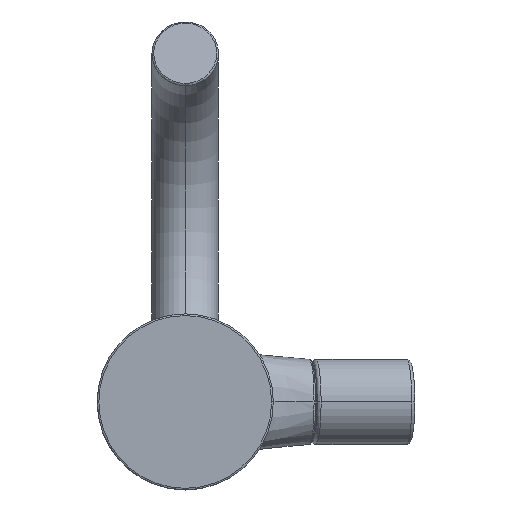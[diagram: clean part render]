
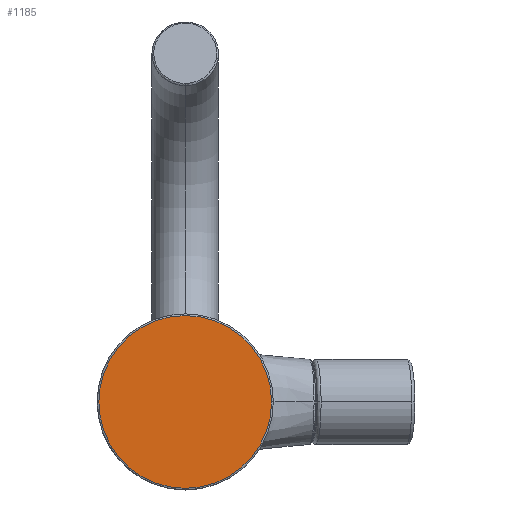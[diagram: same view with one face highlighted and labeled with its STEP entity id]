
A CAD part, front view. The second image highlights one B-rep face of the part: STEP entity #1185.
In plain terms, the highlighted planar face has unit normal (0, -1, 0).
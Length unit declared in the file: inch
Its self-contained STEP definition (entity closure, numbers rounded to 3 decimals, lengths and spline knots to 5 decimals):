
#12=CARTESIAN_POINT('',(0.,0.,0.));
#13=DIRECTION('',(0.,1.,0.));
#14=DIRECTION('',(-1.,0.,0.));
#15=AXIS2_PLACEMENT_3D('',#12,#13,#14);
#22=CARTESIAN_POINT('',(0.,0.,0.));
#23=DIRECTION('',(0.,1.,0.));
#24=DIRECTION('',(1.,0.,0.));
#25=AXIS2_PLACEMENT_3D('',#22,#23,#24);
#1064=CARTESIAN_POINT('',(0.97356,0.,0.));
#1065=CARTESIAN_POINT('',(-0.97356,0.,0.));
#1066=VERTEX_POINT('',#1064);
#1067=VERTEX_POINT('',#1065);
#1175=CARTESIAN_POINT('',(0.,0.,0.));
#1176=DIRECTION('',(0.,-1.,0.));
#1177=DIRECTION('',(-1.,0.,0.));
#1178=AXIS2_PLACEMENT_3D('',#1175,#1176,#1177);
#1179=PLANE('',#1178);
#1181=ORIENTED_EDGE('',*,*,#1180,.T.);
#1182=ORIENTED_EDGE('',*,*,#1165,.T.);
#1183=EDGE_LOOP('',(#1181,#1182));
#1184=FACE_OUTER_BOUND('',#1183,.F.);
#1185=ADVANCED_FACE('',(#1184),#1179,.T.);
#16=CIRCLE('',#15,0.97356);
#26=CIRCLE('',#25,0.97356);
#1165=EDGE_CURVE('',#1067,#1066,#16,.T.);
#1180=EDGE_CURVE('',#1066,#1067,#26,.T.);
